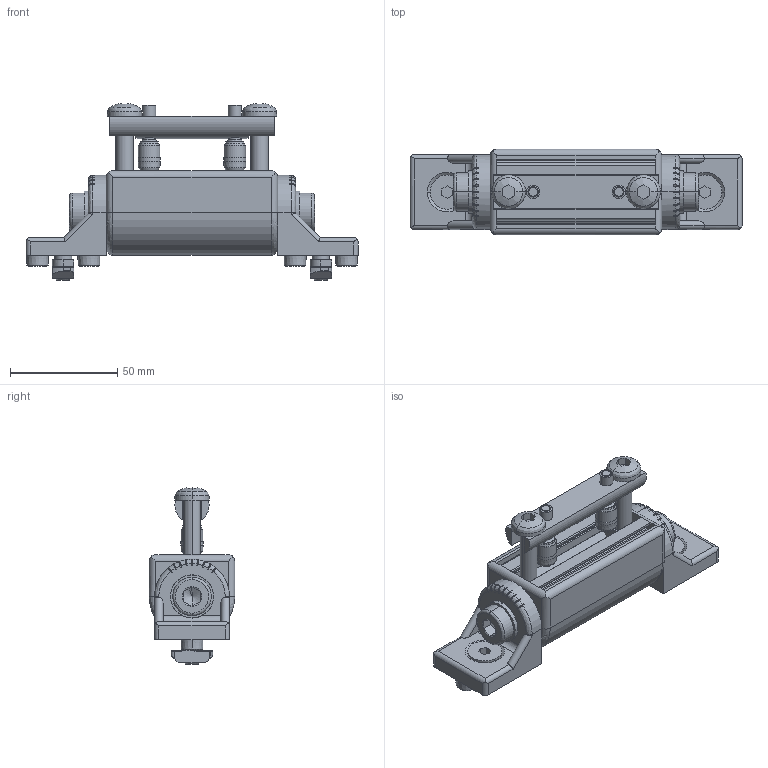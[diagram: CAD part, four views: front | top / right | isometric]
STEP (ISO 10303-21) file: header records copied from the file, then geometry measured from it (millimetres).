
FILE_DESCRIPTION (( 'STEP AP203' ), '1' );
FILE_NAME ('3_842_538_689_Bosch.step', '2024-06-10T06:41:10', ( '' ), ( '' ), 'SwSTEP 2.0', 'SolidWorks 2014', '' );
FILE_SCHEMA (( 'CONFIG_CONTROL_DESIGN' ));
Length unit declared in the file: millimetre
Products named in the file (23): 3_40; 5_38; 17_13; 11_25; 19_10; 21_10; 6_37; 22_6; 20_10; 9_27; 7_35; 4_40; 3_842_538_689_Bosch; 15_13; 14_13; 10_27; 13_13; 2_48; 8_27; 18_13; 16_13; 1_48; 12_13
Assembly tree (22 placements, depth 2):
  3_842_538_689_Bosch
    1_48
    2_48
    3_40
    4_40
    5_38
    6_37
    7_35
    8_27
    9_27
    10_27
    11_25
    12_13
    13_13
    14_13
    15_13
    16_13
    17_13
    18_13
    19_10
    20_10
    21_10
    22_6
Bounding box: 155 x 40 x 82.18 mm (x, y, z)
Volume: 142125.8 mm3; surface area: 64837.2 mm2
Topology: 22 solids, 22 shells, 1439 faces, 3786 edges, 2437 vertices
Faces by surface type: plane 739, cylinder 472, cone 190, bspline 38
Entity records: 48076 total; most frequent: CARTESIAN_POINT 12012, ORIENTED_EDGE 7564, DIRECTION 6669, EDGE_CURVE 3782, AXIS2_PLACEMENT_3D 2448, VERTEX_POINT 2437, LINE 1773, VECTOR 1773
